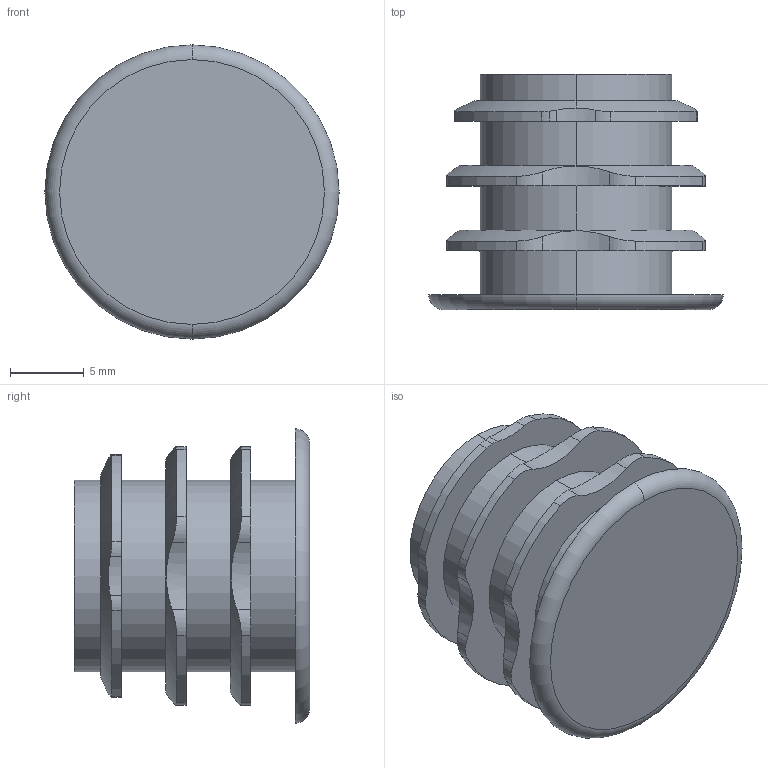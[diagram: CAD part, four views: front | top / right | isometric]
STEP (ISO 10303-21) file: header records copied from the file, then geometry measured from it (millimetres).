
FILE_DESCRIPTION (( 'STEP AP214' ), '1' );
FILE_NAME ('A973 Çàãëóøêà Ô20, ÷¸ðíàÿ.STEP', '2025-12-08T09:12:29', ( '' ), ( '' ), 'SwSTEP 2.0', 'SolidWorks 2025', '' );
FILE_SCHEMA (( 'AUTOMOTIVE_DESIGN' ));
Length unit declared in the file: millimetre
Products named in the file (1): A973 Заглушка Ф20, чёрная
Bounding box: 20 x 16 x 20 mm (x, y, z)
Volume: 1000.9 mm3; surface area: 2509.4 mm2
Topology: 1 solids, 1 shells, 85 faces, 222 edges, 147 vertices
Faces by surface type: cylinder 67, plane 10, cone 6, torus 2
Entity records: 2888 total; most frequent: CARTESIAN_POINT 763, DIRECTION 447, ORIENTED_EDGE 444, EDGE_CURVE 222, AXIS2_PLACEMENT_3D 187, VERTEX_POINT 147, CIRCLE 101, EDGE_LOOP 93
